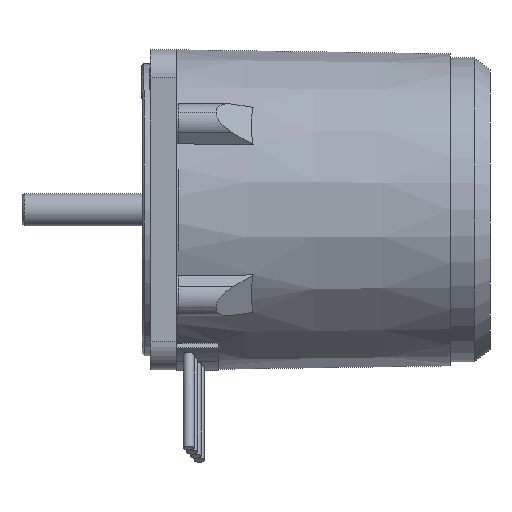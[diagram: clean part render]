
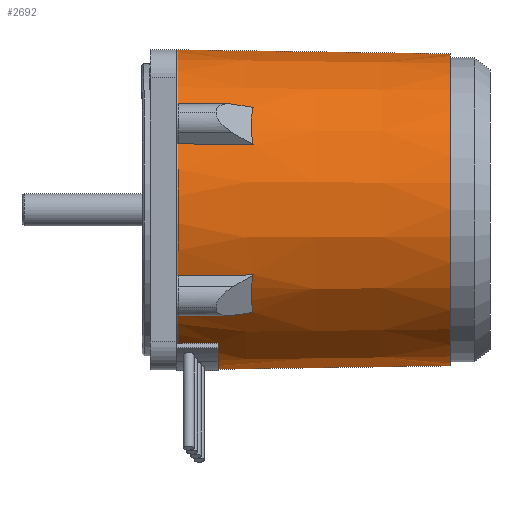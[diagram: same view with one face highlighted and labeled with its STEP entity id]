
A CAD part, front view. The second image highlights one B-rep face of the part: STEP entity #2692.
In plain terms, the highlighted conical face has half-angle 0.836 degrees and reference radius 40 mm.
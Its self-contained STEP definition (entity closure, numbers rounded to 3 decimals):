
#2012=CARTESIAN_POINT('POINT13330',(25.782,
   -30.372,-25.607));
#2013=VERTEX_POINT('VERTEX13330',#2012);
#2014=CARTESIAN_POINT('POINT13331',(7.,-30.675,
   -25.672));
#2015=VERTEX_POINT('VERTEX13331',#2014);
#2016=(BOUNDED_CURVE() B_SPLINE_CURVE(2,(#2017,#2018,#2019),
   .UNSPECIFIED.,.F.,.F.) B_SPLINE_CURVE_WITH_KNOTS((3,3),(
   3.588,22.356),.UNSPECIFIED.) CURVE() 
   GEOMETRIC_REPRESENTATION_ITEM() RATIONAL_B_SPLINE_CURVE((
   1.,1.,1.)) 
   REPRESENTATION_ITEM('SPLINE_CRV4082'));
#2017=CARTESIAN_POINT('',(25.782,-30.372,
   -25.607));
#2018=CARTESIAN_POINT('',(16.432,-30.523,
   -25.639));
#2019=CARTESIAN_POINT('',(7.,-30.675,
   -25.672));
#2020=EDGE_CURVE('EDGE21425',#2013,#2015,#2016,.T.);
#2043=CARTESIAN_POINT('POINT13332',(25.782,
   -36.243,-16.266));
#2044=VERTEX_POINT('VERTEX13332',#2043);
#2045=CARTESIAN_POINT('POS18658',(80.807,
   -0.687,-0.432));
#2046=DIRECTION('DIR28007',(0.574,-0.694
   ,-0.436));
#2047=DIRECTION('DIR28008',(-0.819,
   -0.486,-0.305));
#2048=AXIS2_PLACEMENT_3D('AXIS9350',#2045,#2046,#2047);
#2049=ELLIPSE('ELLIPSE4056',#2048,67.859,
   38.914);
#2050=EDGE_CURVE('EDGE21428',#2044,#2013,#2049,.T.);
#2069=CARTESIAN_POINT('POINT13333',(7.,-36.433,
   -16.511));
#2070=VERTEX_POINT('VERTEX13333',#2069);
#2071=(BOUNDED_CURVE() B_SPLINE_CURVE(2,(#2072,#2073,#2074),
   .UNSPECIFIED.,.F.,.F.) B_SPLINE_CURVE_WITH_KNOTS((3,3),(0.,
   18.768),.UNSPECIFIED.) CURVE() 
   GEOMETRIC_REPRESENTATION_ITEM() RATIONAL_B_SPLINE_CURVE((1.,
   1.,1.)) REPRESENTATION_ITEM(
   'SPLINE_CRV4083'));
#2072=CARTESIAN_POINT('',(7.,-36.433,
   -16.511));
#2073=CARTESIAN_POINT('',(16.432,-36.338,
   -16.388));
#2074=CARTESIAN_POINT('',(25.782,-36.243,
   -16.266));
#2075=EDGE_CURVE('EDGE21430',#2070,#2044,#2071,.T.);
#2093=CARTESIAN_POINT('POINT13334',(25.782,
   -36.243,16.266));
#2094=VERTEX_POINT('VERTEX13334',#2093);
#2095=CARTESIAN_POINT('POINT13335',(7.,-36.433,
   16.511));
#2096=VERTEX_POINT('VERTEX13335',#2095);
#2097=(BOUNDED_CURVE() B_SPLINE_CURVE(2,(#2098,#2099,#2100),
   .UNSPECIFIED.,.F.,.F.) B_SPLINE_CURVE_WITH_KNOTS((3,3),(
   3.588,22.356),.UNSPECIFIED.) CURVE() 
   GEOMETRIC_REPRESENTATION_ITEM() RATIONAL_B_SPLINE_CURVE((
   1.,1.,1.)) 
   REPRESENTATION_ITEM('SPLINE_CRV4084'));
#2098=CARTESIAN_POINT('',(25.782,-36.243,
   16.266));
#2099=CARTESIAN_POINT('',(16.432,-36.338,
   16.388));
#2100=CARTESIAN_POINT('',(7.,-36.433,
   16.511));
#2101=EDGE_CURVE('EDGE21432',#2094,#2096,#2097,.T.);
#2124=CARTESIAN_POINT('POINT13336',(25.782,
   -30.372,25.607));
#2125=VERTEX_POINT('VERTEX13336',#2124);
#2126=CARTESIAN_POINT('POS18666',(80.807,
   -0.687,0.432));
#2127=DIRECTION('DIR28019',(0.574,-0.694
   ,0.436));
#2128=DIRECTION('DIR28020',(-0.819,
   -0.486,0.305));
#2129=AXIS2_PLACEMENT_3D('AXIS9354',#2126,#2127,#2128);
#2130=ELLIPSE('ELLIPSE4057',#2129,67.859,
   38.914);
#2131=EDGE_CURVE('EDGE21435',#2125,#2094,#2130,.T.);
#2150=CARTESIAN_POINT('POINT13337',(7.,-30.675,
   25.672));
#2151=VERTEX_POINT('VERTEX13337',#2150);
#2152=(BOUNDED_CURVE() B_SPLINE_CURVE(2,(#2153,#2154,#2155),
   .UNSPECIFIED.,.F.,.F.) B_SPLINE_CURVE_WITH_KNOTS((3,3),(0.,
   18.768),.UNSPECIFIED.) CURVE() 
   GEOMETRIC_REPRESENTATION_ITEM() RATIONAL_B_SPLINE_CURVE((1.,
   1.,1.)) REPRESENTATION_ITEM(
   'SPLINE_CRV4085'));
#2153=CARTESIAN_POINT('',(7.,-30.675,
   25.672));
#2154=CARTESIAN_POINT('',(16.432,-30.523,
   25.639));
#2155=CARTESIAN_POINT('',(25.782,-30.372,
   25.607));
#2156=EDGE_CURVE('EDGE21437',#2151,#2125,#2152,.T.);
#2178=CARTESIAN_POINT('POINT13338',(75.,0.,
   39.007));
#2179=VERTEX_POINT('VERTEX13338',#2178);
#2180=CARTESIAN_POINT('POINT13339',(75.,0.,
   -39.007));
#2181=VERTEX_POINT('VERTEX13339',#2180);
#2182=CARTESIAN_POINT('POS18671',(75.,0.,
   0.));
#2183=DIRECTION('DIR28027',(-1.,0.,0.));
#2184=DIRECTION('DIR28028',(0.,0.,1.));
#2185=AXIS2_PLACEMENT_3D('AXIS9357',#2182,#2183,#2184);
#2186=CIRCLE('ELLIPSE4058',#2185,39.007);
#2189=EDGE_CURVE('EDGE21440',#2181,#2179,#2186,.T.);
#2199=CARTESIAN_POINT('POINT13340',(7.,0.,
   -40.));
#2200=VERTEX_POINT('VERTEX13340',#2199);
#2201=CARTESIAN_POINT('POS18673',(7.,0.,
   -40.));
#2202=DIRECTION('DIR28031',(1.,0.,
   0.015));
#2203=VECTOR('VEC9315',#2202,1.);
#2204=LINE('STRAIGHT9315',#2201,#2203);
#2205=EDGE_CURVE('EDGE21441',#2200,#2181,#2204,.T.);
#2207=CARTESIAN_POINT('POS18674',(7.,0.,
   0.));
#2208=DIRECTION('DIR28032',(1.,0.,0.));
#2209=DIRECTION('DIR28033',(0.,0.,-1.));
#2210=AXIS2_PLACEMENT_3D('AXIS9359',#2207,#2208,#2209);
#2211=CIRCLE('ELLIPSE4059',#2210,40.);
#2222=CARTESIAN_POINT('POINT13341',(7.,0.,
   40.));
#2223=VERTEX_POINT('VERTEX13341',#2222);
#2226=CARTESIAN_POINT('POS18675',(7.,0.,
   40.));
#2227=DIRECTION('DIR28034',(-1.,0.
   ,0.015));
#2228=VECTOR('VEC9316',#2227,1.);
#2229=LINE('STRAIGHT9316',#2226,#2228);
#2230=EDGE_CURVE('EDGE21445',#2179,#2223,#2229,.T.);
#2235=CARTESIAN_POINT('POS18676',(7.,0.,
   0.));
#2236=DIRECTION('DIR28035',(-1.,0.,0.));
#2237=DIRECTION('DIR28036',(0.,0.,-1.));
#2238=AXIS2_PLACEMENT_3D('AXIS9360',#2235,#2236,#2237);
#2239=CONICAL_SURFACE('CONE_SURF1439',#2238,40.,
   0.015);
#2452=CARTESIAN_POINT('POINT13364',(7.,-21.965,
   -33.43));
#2453=VERTEX_POINT('VERTEX13364',#2452);
#2462=EDGE_CURVE('EDGE21469',#2015,#2453,#2211,.T.);
#2468=EDGE_CURVE('EDGE21470',#2096,#2070,#2211,.T.);
#2474=EDGE_CURVE('EDGE21471',#2223,#2151,#2211,.T.);
#2487=CARTESIAN_POINT('POINT13366',(7.,-8.107,
   -39.17));
#2488=VERTEX_POINT('VERTEX13366',#2487);
#2489=EDGE_CURVE('EDGE21472',#2488,#2200,#2211,.T.);
#2654=ORIENTED_EDGE('COEDGE42937',*,*,#2205,.T.);
#2655=ORIENTED_EDGE('COEDGE42938',*,*,#2189,.T.);
#2656=ORIENTED_EDGE('COEDGE42939',*,*,#2230,.T.);
#2657=ORIENTED_EDGE('COEDGE42940',*,*,#2474,.T.);
#2658=ORIENTED_EDGE('COEDGE42941',*,*,#2156,.T.);
#2659=ORIENTED_EDGE('COEDGE42942',*,*,#2131,.T.);
#2660=ORIENTED_EDGE('COEDGE42943',*,*,#2101,.T.);
#2661=ORIENTED_EDGE('COEDGE42944',*,*,#2468,.T.);
#2662=ORIENTED_EDGE('COEDGE42945',*,*,#2075,.T.);
#2663=ORIENTED_EDGE('COEDGE42946',*,*,#2050,.T.);
#2664=ORIENTED_EDGE('COEDGE42947',*,*,#2020,.T.);
#2665=ORIENTED_EDGE('COEDGE42948',*,*,#2462,.T.);
#2666=CARTESIAN_POINT('POINT13390',(17.,-21.908,
   -33.292));
#2667=VERTEX_POINT('VERTEX13390',#2666);
#2668=(BOUNDED_CURVE() B_SPLINE_CURVE(2,(#2669,#2670,#2671),
   .UNSPECIFIED.,.F.,.F.) B_SPLINE_CURVE_WITH_KNOTS((3,3),(0.,
   10.001),.UNSPECIFIED.) CURVE() 
   GEOMETRIC_REPRESENTATION_ITEM() RATIONAL_B_SPLINE_CURVE((1.,
   1.,1.)) REPRESENTATION_ITEM('SPLINE_CRV4086'
   ));
#2669=CARTESIAN_POINT('',(17.,-21.908,
   -33.292));
#2670=CARTESIAN_POINT('',(12.009,-21.936,
   -33.361));
#2671=CARTESIAN_POINT('',(7.,-21.965,
   -33.43));
#2672=EDGE_CURVE('EDGE21497',#2667,#2453,#2668,.T.);
#2673=ORIENTED_EDGE('COEDGE42949',*,*,#2672,.F.);
#2674=CARTESIAN_POINT('POINT13391',(17.,-8.05,
   -39.033));
#2675=VERTEX_POINT('VERTEX13391',#2674);
#2676=CARTESIAN_POINT('POS18712',(17.,0.,
   0.));
#2677=DIRECTION('DIR28093',(-1.,0.,0.));
#2678=DIRECTION('DIR28094',(0.,0.,-1.));
#2679=AXIS2_PLACEMENT_3D('AXIS9382',#2676,#2677,#2678);
#2680=CIRCLE('ELLIPSE4076',#2679,39.854);
#2681=EDGE_CURVE('EDGE21498',#2675,#2667,#2680,.T.);
#2682=ORIENTED_EDGE('COEDGE42950',*,*,#2681,.F.);
#2683=(BOUNDED_CURVE() B_SPLINE_CURVE(2,(#2684,#2685,#2686),
   .UNSPECIFIED.,.F.,.F.) B_SPLINE_CURVE_WITH_KNOTS((3,3),(0.,
   10.001),.UNSPECIFIED.) CURVE() 
   GEOMETRIC_REPRESENTATION_ITEM() RATIONAL_B_SPLINE_CURVE((1.,
   1.,1.)) REPRESENTATION_ITEM('SPLINE_CRV4087'
   ));
#2684=CARTESIAN_POINT('',(7.,-8.107,
   -39.17));
#2685=CARTESIAN_POINT('',(12.009,-8.078,
   -39.101));
#2686=CARTESIAN_POINT('',(17.,-8.05,
   -39.033));
#2687=EDGE_CURVE('EDGE21499',#2488,#2675,#2683,.T.);
#2688=ORIENTED_EDGE('COEDGE42951',*,*,#2687,.F.);
#2689=ORIENTED_EDGE('COEDGE42952',*,*,#2489,.T.);
#2690=EDGE_LOOP('NONE',(#2654,#2655,#2656,#2657,#2658,#2659,#2660,#2661,
   #2662,#2663,#2664,#2665,#2673,#2682,#2688,#2689));
#2691=FACE_BOUND('LOOP1',#2690,.T.);
#2692=ADVANCED_FACE('FACE8829',(#2691),#2239,.T.);
